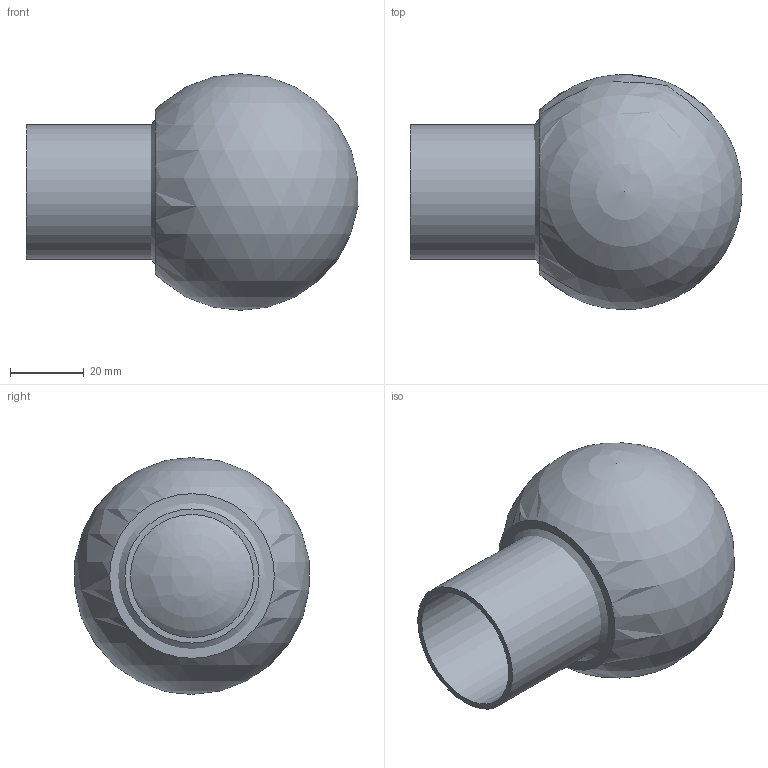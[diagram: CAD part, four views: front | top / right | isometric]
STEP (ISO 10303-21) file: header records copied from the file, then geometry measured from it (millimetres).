
FILE_DESCRIPTION((''),'2;1');
FILE_NAME('94440025X.stp','2010-09-14T12:19:40',('thilbrands'),(''),'Autodesk Inventor 2008','Autodesk Inventor 2008','');
FILE_SCHEMA(('AUTOMOTIVE_DESIGN { 1 0 10303 214 1 1 1 1 }'));
Length unit declared in the file: millimetre
Products named in the file (1): 94400050X
Bounding box: 89.76 x 63.52 x 64 mm (x, y, z)
Volume: 141304.6 mm3; surface area: 21870.5 mm2
Topology: 1 solids, 1 shells, 7 faces, 11 edges, 8 vertices
Faces by surface type: plane 3, cylinder 2, bspline 1, sphere 1
Full cylindrical faces by diameter (mm): 33.249 x1, 36.249 x1
Entity records: 200 total; most frequent: CARTESIAN_POINT 64, DIRECTION 26, AXIS2_PLACEMENT_3D 13, ORIENTED_EDGE 12, EDGE_LOOP 12, FACE_OUTER_BOUND 7, ADVANCED_FACE 7, VERTEX_POINT 6
